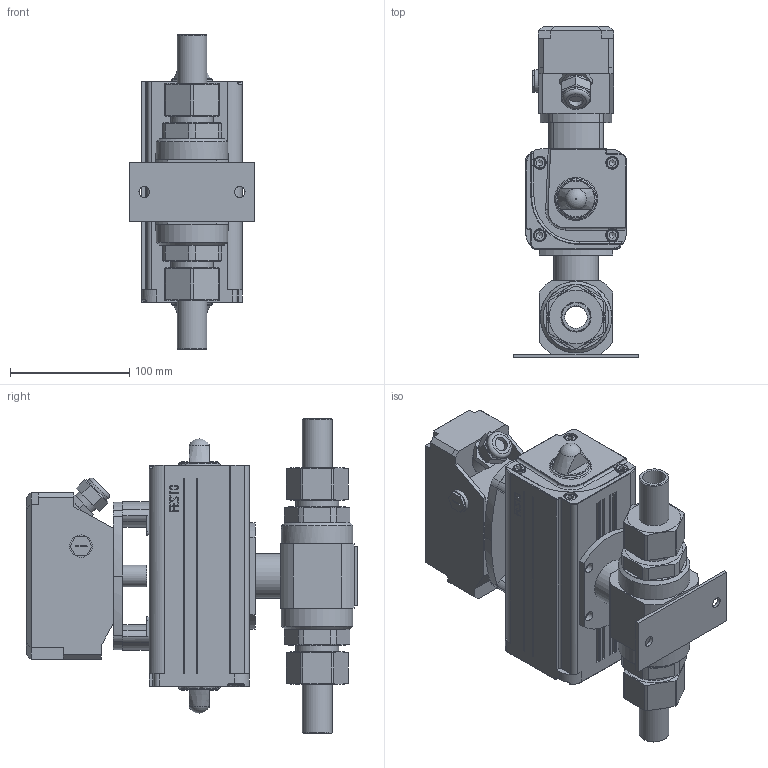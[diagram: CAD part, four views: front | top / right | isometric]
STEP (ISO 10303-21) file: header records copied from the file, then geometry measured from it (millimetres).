
FILE_DESCRIPTION(('STEP AP203'), '1');
FILE_NAME('25-250 Íèï25 DAPS 106_1', '', ('UNSPECIFIED'), ('UNSPECIFIED'), 'ASCON STEP Converter 1.3', 'ASCON Math Kernel', '');
FILE_SCHEMA(('CONFIG_CONTROL_DESIGN'));
Length unit declared in the file: millimetre
Products named in the file (1): 25-250 ﾍ韵25 DAPS 106
Bounding box: 105 x 278 x 263.74 mm (x, y, z)
Volume: 2304509.8 mm3; surface area: 269970 mm2
Topology: 14 solids, 16 shells, 970 faces, 2412 edges, 1560 vertices
Faces by surface type: plane 470, cylinder 385, cone 60, torus 45, bspline 10
Full cylindrical faces by diameter (mm): 3.7 x4, 4 x8, 5 x4, 6 x16, 7 x12, 7.5 x4, 8.5 x6, 9 x2, 10 x8, 11 x8, 12 x1, 14 x1, 16 x2, 18 x1, 19 x5, 20 x3, 23 x1, 24.9 x2, 25.2 x4, 28 x2, 30 x2, 31 x1, 34 x2, 36 x2, 37 x1, 45.6 x2, 46.5 x1, 48 x2, 48.5 x2, 55 x2
Entity records: 48603 total; most frequent: CARTESIAN_POINT 18149, DIRECTION 4753, ORIENTED_EDGE 4404, EDGE_CURVE 2202, AXIS2_PLACEMENT_3D 1844, VERTEX_POINT 1551, EDGE_LOOP 1289, LINE 1065
